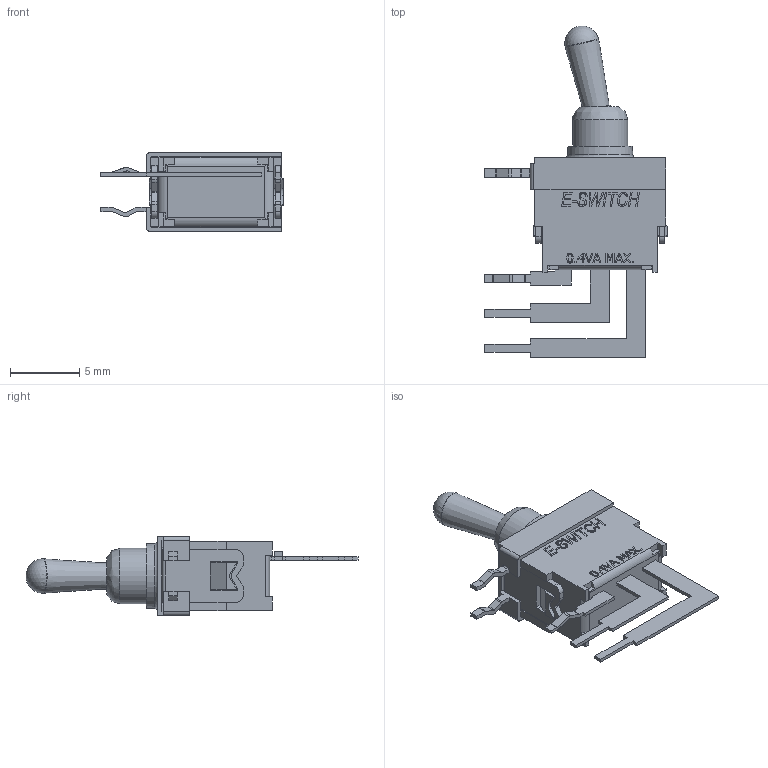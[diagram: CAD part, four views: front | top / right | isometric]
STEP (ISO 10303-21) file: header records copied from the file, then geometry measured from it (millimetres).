
FILE_DESCRIPTION(/* description */ (''),/* implementation_level */ '2;1');
FILE_NAME(/* name */ '200RSPxT1B1M7x.stp',/* time_stamp */ '2025-05-01T11:28:45-05:00',/* author */ ('mroman'),/* organization */ (''),/* preprocessor_version */ 'ST-DEVELOPER v18.1',/* originating_system */ 'Autodesk Inventor 2022',/* authorisation */ '');
FILE_SCHEMA (('AUTOMOTIVE_DESIGN { 1 0 10303 214 3 1 1 }'));
Length unit declared in the file: inch
Products named in the file (1): 200RSPxT1B1M7x
Bounding box: 13.2 x 24.05 x 5.7 mm (x, y, z)
Volume: 409 mm3; surface area: 886.4 mm2
Topology: 2 solids, 2 shells, 500 faces, 1390 edges, 911 vertices
Faces by surface type: plane 370, cylinder 74, bspline 45, torus 5, cone 3, sphere 3
Full cylindrical faces by diameter (mm): 2.65 x1, 3.2 x1, 4 x1, 4.149 x1
Entity records: 16097 total; most frequent: CARTESIAN_POINT 3356, ORIENTED_EDGE 2776, DIRECTION 2405, EDGE_CURVE 1388, LINE 1099, VECTOR 1099, VERTEX_POINT 913, AXIS2_PLACEMENT_3D 653
